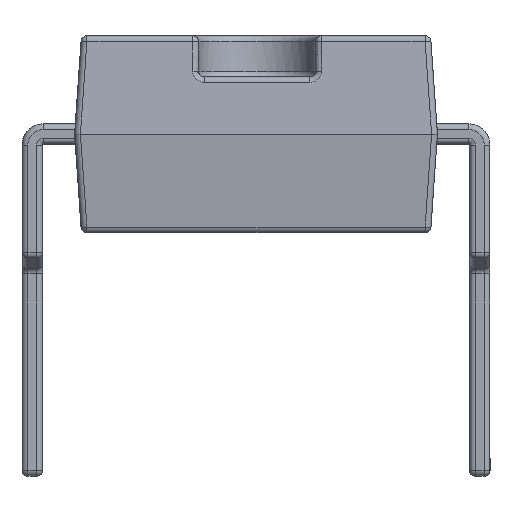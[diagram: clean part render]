
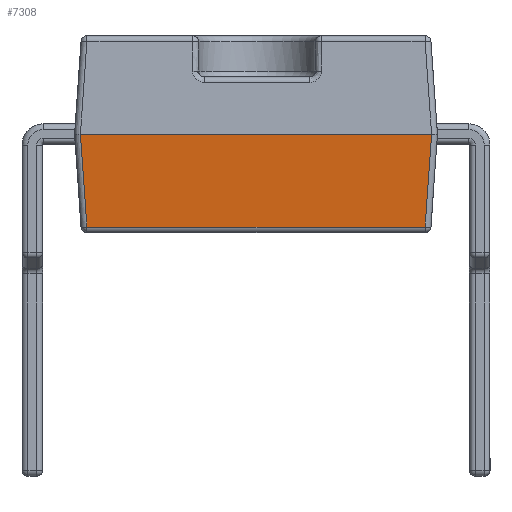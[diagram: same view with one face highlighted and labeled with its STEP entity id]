
A CAD part, left-side view. The second image highlights one B-rep face of the part: STEP entity #7308.
In plain terms, the highlighted planar face has unit normal (-0.998, 0, -0.07).
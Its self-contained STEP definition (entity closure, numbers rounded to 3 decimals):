
#327=PLANE('',#8053);
#675=FACE_OUTER_BOUND('',#1065,.T.);
#1065=EDGE_LOOP('',(#6172,#6173,#6174,#6175));
#1863=LINE('',#12596,#2567);
#1874=LINE('',#12646,#2578);
#1884=LINE('',#12693,#2588);
#1887=LINE('',#12698,#2591);
#2567=VECTOR('',#9889,10.);
#2578=VECTOR('',#9946,10.);
#2588=VECTOR('',#10004,10.);
#2591=VECTOR('',#10011,10.);
#3519=VERTEX_POINT('',#12593);
#3520=VERTEX_POINT('',#12595);
#3535=VERTEX_POINT('',#12637);
#3541=VERTEX_POINT('',#12661);
#4467=EDGE_CURVE('',#3520,#3519,#1863,.T.);
#4492=EDGE_CURVE('',#3520,#3535,#1874,.T.);
#4516=EDGE_CURVE('',#3541,#3519,#1884,.T.);
#4519=EDGE_CURVE('',#3535,#3541,#1887,.T.);
#6172=ORIENTED_EDGE('',*,*,#4516,.F.);
#6173=ORIENTED_EDGE('',*,*,#4519,.F.);
#6174=ORIENTED_EDGE('',*,*,#4492,.F.);
#6175=ORIENTED_EDGE('',*,*,#4467,.T.);
#7308=ADVANCED_FACE('',(#675),#327,.T.);
#8053=AXIS2_PLACEMENT_3D('',#12750,#10071,#10072);
#9889=DIRECTION('',(0.,1.,0.));
#9946=DIRECTION('',(0.07,0.07,-0.995));
#10004=DIRECTION('',(-0.07,0.07,0.995));
#10011=DIRECTION('',(0.,1.,0.));
#10071=DIRECTION('center_axis',(-0.998,0.,
-0.07));
#10072=DIRECTION('ref_axis',(-0.07,0.,0.998));
#12593=CARTESIAN_POINT('',(-1.,7.08,1.675));
#12595=CARTESIAN_POINT('',(-1.,1.1,1.675));
#12596=CARTESIAN_POINT('',(-1.,5.635,1.675));
#12637=CARTESIAN_POINT('',(-0.889,1.21,0.093));
#12646=CARTESIAN_POINT('',(-0.906,1.194,0.326));
#12661=CARTESIAN_POINT('',(-0.889,6.97,0.093));
#12693=CARTESIAN_POINT('',(-0.862,6.943,-0.292));
#12698=CARTESIAN_POINT('',(-0.889,4.863,0.093));
#12750=CARTESIAN_POINT('Origin',(-0.941,5.635,0.838));
